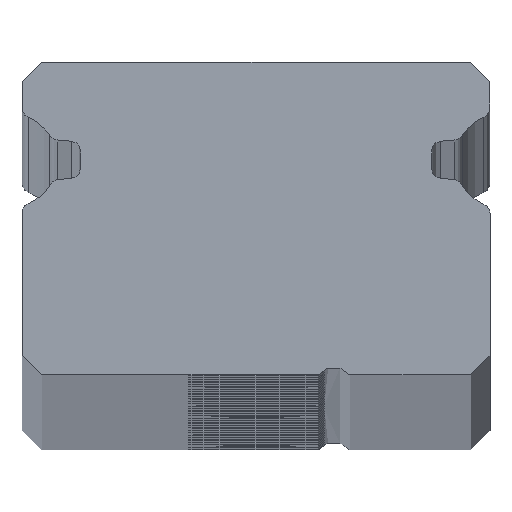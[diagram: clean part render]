
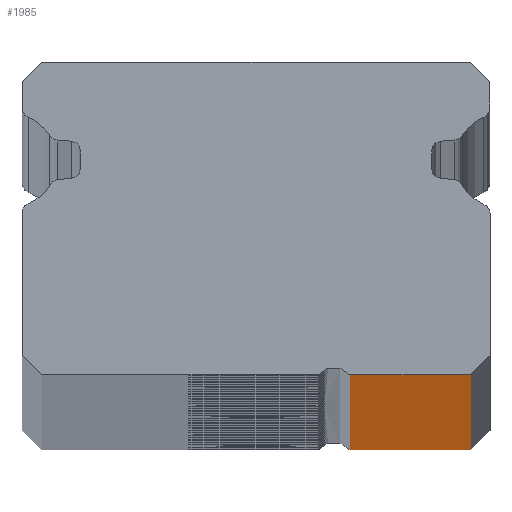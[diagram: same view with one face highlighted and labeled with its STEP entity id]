
A CAD part, top view. The second image highlights one B-rep face of the part: STEP entity #1985.
In plain terms, the highlighted planar face has unit normal (0, -1, 0).
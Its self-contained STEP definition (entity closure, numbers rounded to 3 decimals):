
#130 = CARTESIAN_POINT ( 'NONE',  ( 2.393, -5.5, -550. ) ) ;
#1047 = DIRECTION ( 'NONE',  ( 0., 1., 0. ) ) ;
#1050 = PLANE ( 'NONE',  #8105 ) ;
#1205 = LINE ( 'NONE', #2705, #2689 ) ;
#1718 = ORIENTED_EDGE ( 'NONE', *, *, #8991, .T. ) ;
#1753 = CARTESIAN_POINT ( 'NONE',  ( 2.393, -5.5, 550. ) ) ;
#1818 = VERTEX_POINT ( 'NONE', #5423 ) ;
#1985 = ADVANCED_FACE ( 'NONE', ( #8120 ), #1050, .F. ) ;
#2043 = VECTOR ( 'NONE', #4221, 1000. ) ;
#2149 = EDGE_CURVE ( 'NONE', #3138, #1818, #9018, .T. ) ;
#2682 = CARTESIAN_POINT ( 'NONE',  ( 2.393, -5.5, 550. ) ) ;
#2689 = VECTOR ( 'NONE', #4777, 1000. ) ;
#2705 = CARTESIAN_POINT ( 'NONE',  ( 2.393, -5.5, 550. ) ) ;
#2859 = VERTEX_POINT ( 'NONE', #130 ) ;
#3138 = VERTEX_POINT ( 'NONE', #9252 ) ;
#3186 = EDGE_LOOP ( 'NONE', ( #8293, #9373, #4970, #1718 ) ) ;
#3600 = EDGE_CURVE ( 'NONE', #7070, #3138, #7152, .T. ) ;
#3644 = CARTESIAN_POINT ( 'NONE',  ( 2.393, -5.5, -550. ) ) ;
#4221 = DIRECTION ( 'NONE',  ( 1., 0., 0. ) ) ;
#4777 = DIRECTION ( 'NONE',  ( 0., 0., -1. ) ) ;
#4970 = ORIENTED_EDGE ( 'NONE', *, *, #3600, .F. ) ;
#5310 = LINE ( 'NONE', #3644, #9035 ) ;
#5423 = CARTESIAN_POINT ( 'NONE',  ( 5.484, -5.5, -550. ) ) ;
#5434 = EDGE_CURVE ( 'NONE', #2859, #1818, #5310, .T. ) ;
#5731 = CARTESIAN_POINT ( 'NONE',  ( 2.393, -5.5, 550. ) ) ;
#6143 = DIRECTION ( 'NONE',  ( 0., 0., 1. ) ) ;
#6203 = VECTOR ( 'NONE', #7165, 1000. ) ;
#7070 = VERTEX_POINT ( 'NONE', #5731 ) ;
#7152 = LINE ( 'NONE', #2682, #2043 ) ;
#7165 = DIRECTION ( 'NONE',  ( 0., 0., -1. ) ) ;
#7865 = CARTESIAN_POINT ( 'NONE',  ( 5.484, -5.5, 550. ) ) ;
#8105 = AXIS2_PLACEMENT_3D ( 'NONE', #1753, #1047, #6143 ) ;
#8120 = FACE_OUTER_BOUND ( 'NONE', #3186, .T. ) ;
#8293 = ORIENTED_EDGE ( 'NONE', *, *, #5434, .T. ) ;
#8991 = EDGE_CURVE ( 'NONE', #7070, #2859, #1205, .T. ) ;
#9018 = LINE ( 'NONE', #7865, #6203 ) ;
#9035 = VECTOR ( 'NONE', #9409, 1000. ) ;
#9252 = CARTESIAN_POINT ( 'NONE',  ( 5.484, -5.5, 550. ) ) ;
#9373 = ORIENTED_EDGE ( 'NONE', *, *, #2149, .F. ) ;
#9409 = DIRECTION ( 'NONE',  ( 1., 0., 0. ) ) ;
